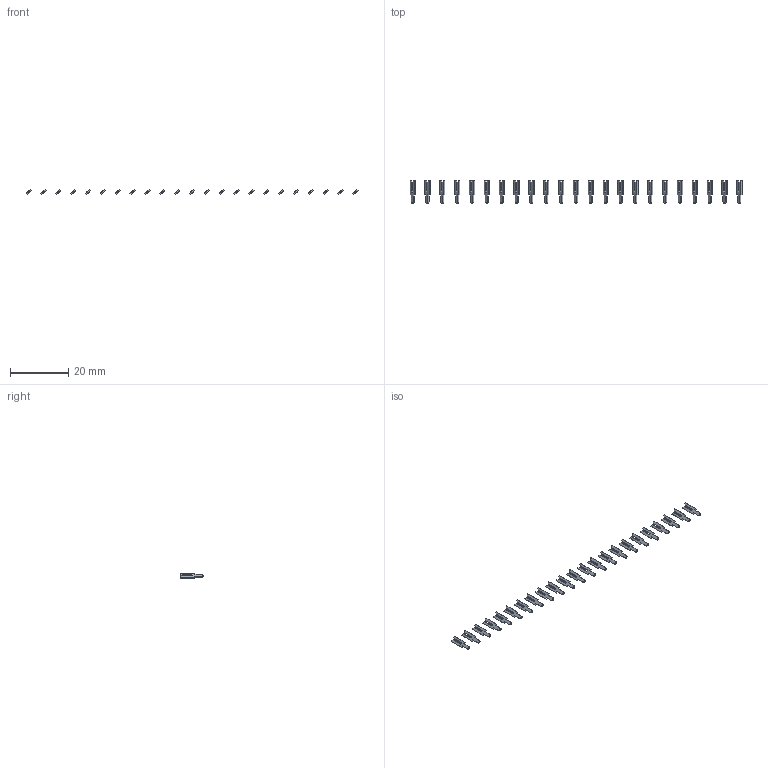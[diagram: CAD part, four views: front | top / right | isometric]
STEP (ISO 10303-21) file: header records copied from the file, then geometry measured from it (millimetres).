
FILE_DESCRIPTION (( 'STEP AP203' ), '1' );
FILE_NAME ('106-023-253-200.STEP', '2020-04-16T19:19:38', ( '' ), ( '' ), 'SwSTEP 2.0', 'SolidWorks 2016', '' );
FILE_SCHEMA (( 'CONFIG_CONTROL_DESIGN' ));
Length unit declared in the file: inch
Products named in the file (2): 100-290-001_100-290-253; 106-023-253-200
Assembly tree (23 placements, depth 2):
  106-023-253-200
    100-290-001_100-290-253  x23
Bounding box: 113.56 x 7.62 x 1.8 mm (x, y, z)
Volume: 126.9 mm3; surface area: 791.4 mm2
Topology: 23 solids, 23 shells, 460 faces, 1242 edges, 828 vertices
Faces by surface type: plane 437, cylinder 23
Entity records: 1524 total; most frequent: DIRECTION 148, CARTESIAN_POINT 136, ORIENTED_EDGE 108, CALENDAR_DATE 56, LOCAL_TIME 56, COORDINATED_UNIVERSAL_TIME_OFFSET 56, DATE_AND_TIME 56, EDGE_CURVE 54
